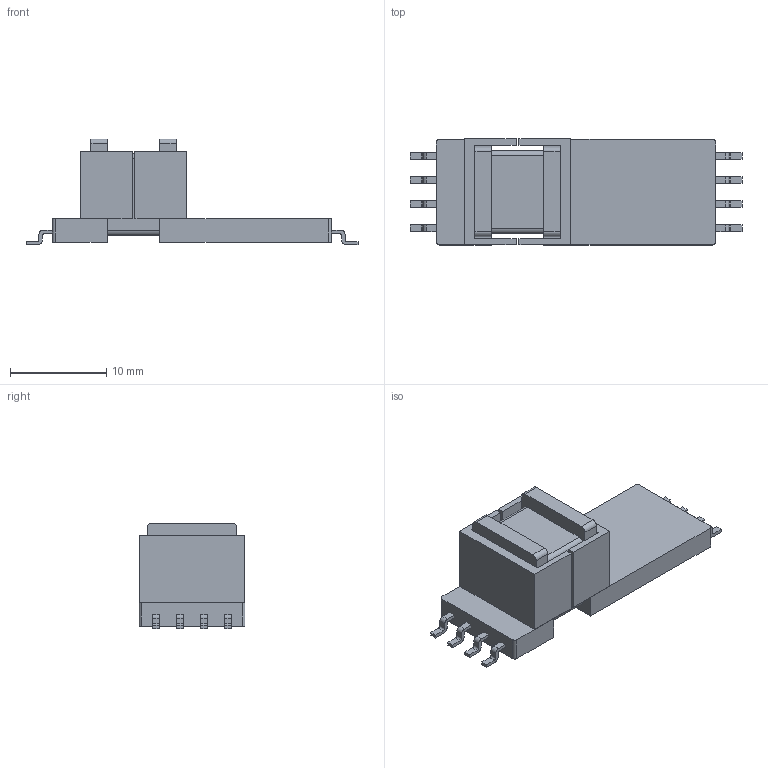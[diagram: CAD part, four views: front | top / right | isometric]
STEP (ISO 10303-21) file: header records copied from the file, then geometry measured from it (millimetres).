
FILE_DESCRIPTION (( 'STEP AP214' ), '1' );
FILE_NAME ('RBA-026.STEP', '2026-02-04T01:56:39', ( '' ), ( '' ), 'SwSTEP 2.0', 'SolidWorks 2024', '' );
FILE_SCHEMA (( 'AUTOMOTIVE_DESIGN' ));
Length unit declared in the file: millimetre
Products named in the file (4): RBA-026-Bobbin_默认; RBA-026-CORE_默认; RBA-026-PIN_默认; RBA-026
Assembly tree (10 placements, depth 2):
  RBA-026
    RBA-026-Bobbin_默认
    RBA-026-PIN_默认  x8
    RBA-026-CORE_默认
Bounding box: 34.5 x 11 x 11 mm (x, y, z)
Volume: 1522.1 mm3; surface area: 1853 mm2
Topology: 11 solids, 11 shells, 168 faces, 432 edges, 288 vertices
Faces by surface type: plane 124, cylinder 44
Entity records: 2302 total; most frequent: CARTESIAN_POINT 383, DIRECTION 378, ORIENTED_EDGE 360, EDGE_CURVE 180, VECTOR 148, LINE 148, VERTEX_POINT 120, AXIS2_PLACEMENT_3D 115
